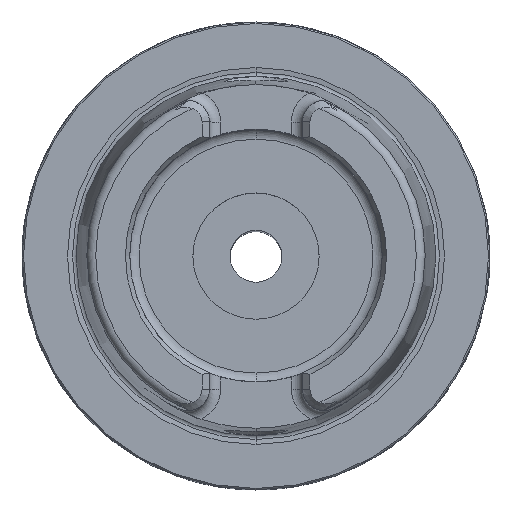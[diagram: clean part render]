
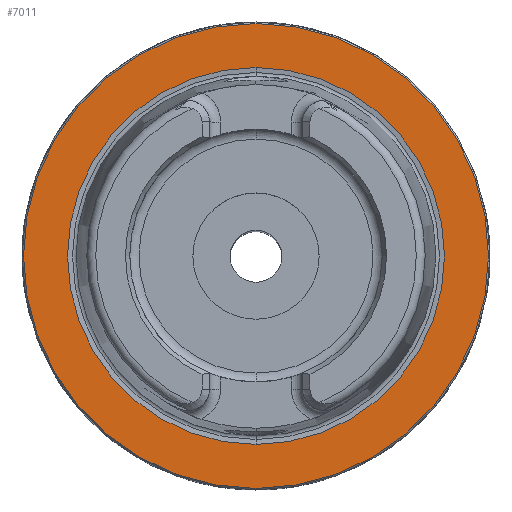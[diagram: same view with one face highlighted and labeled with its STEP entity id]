
A CAD part, top view. The second image highlights one B-rep face of the part: STEP entity #7011.
In plain terms, the highlighted planar face has unit normal (0, 0, 1).
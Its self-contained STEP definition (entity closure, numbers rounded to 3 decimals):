
#2903=CARTESIAN_POINT('',(0.,0.,0.));
#2904=DIRECTION('',(0.,0.,-1.));
#2905=DIRECTION('',(0.,-1.,0.));
#2906=AXIS2_PLACEMENT_3D('',#2903,#2904,#2905);
#2925=CARTESIAN_POINT('',(0.,0.,0.));
#2926=DIRECTION('',(0.,0.,1.));
#2927=DIRECTION('',(0.,-1.,0.));
#2928=AXIS2_PLACEMENT_3D('',#2925,#2926,#2927);
#2933=CARTESIAN_POINT('',(0.,0.,0.));
#2934=DIRECTION('',(0.,0.,1.));
#2935=DIRECTION('',(0.,-1.,0.));
#2936=AXIS2_PLACEMENT_3D('',#2933,#2934,#2935);
#2949=CARTESIAN_POINT('',(0.,0.,0.));
#2950=DIRECTION('',(0.,0.,-1.));
#2951=DIRECTION('',(0.,-1.,0.));
#2952=AXIS2_PLACEMENT_3D('',#2949,#2950,#2951);
#4949=CARTESIAN_POINT('',(0.,-25.374,0.));
#4951=VERTEX_POINT('',#4949);
#4961=CARTESIAN_POINT('',(0.,25.374,0.));
#4963=VERTEX_POINT('',#4961);
#5235=CARTESIAN_POINT('',(0.,-31.3,0.));
#5236=CARTESIAN_POINT('',(0.,31.3,0.));
#5237=VERTEX_POINT('',#5235);
#5238=VERTEX_POINT('',#5236);
#6996=CARTESIAN_POINT('',(0.,0.,0.));
#6997=DIRECTION('',(0.,0.,-1.));
#6998=DIRECTION('',(0.,1.,0.));
#6999=AXIS2_PLACEMENT_3D('',#6996,#6997,#6998);
#7000=PLANE('',#6999);
#7002=ORIENTED_EDGE('',*,*,#7001,.F.);
#7004=ORIENTED_EDGE('',*,*,#7003,.T.);
#7005=EDGE_LOOP('',(#7002,#7004));
#7006=FACE_OUTER_BOUND('',#7005,.F.);
#7007=ORIENTED_EDGE('',*,*,#6975,.F.);
#7008=ORIENTED_EDGE('',*,*,#6991,.T.);
#7009=EDGE_LOOP('',(#7007,#7008));
#7010=FACE_BOUND('',#7009,.F.);
#2907=CIRCLE('',#2906,25.374);
#2929=CIRCLE('',#2928,25.374);
#2937=CIRCLE('',#2936,31.3);
#2953=CIRCLE('',#2952,31.3);
#6975=EDGE_CURVE('',#4951,#4963,#2907,.T.);
#6991=EDGE_CURVE('',#4951,#4963,#2929,.T.);
#7001=EDGE_CURVE('',#5237,#5238,#2937,.T.);
#7003=EDGE_CURVE('',#5237,#5238,#2953,.T.);
#7011=ADVANCED_FACE('',(#7006,#7010),#7000,.F.);
